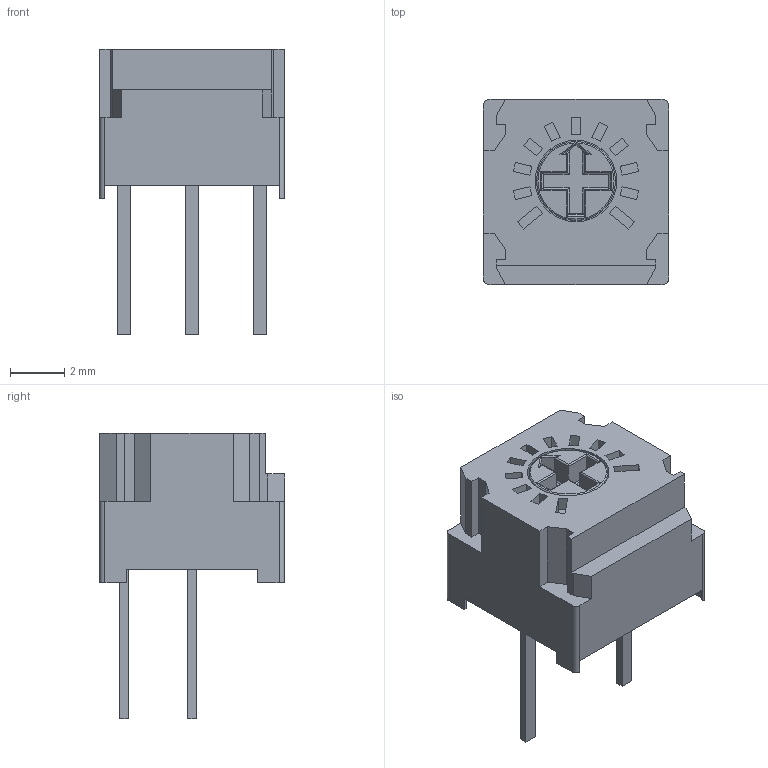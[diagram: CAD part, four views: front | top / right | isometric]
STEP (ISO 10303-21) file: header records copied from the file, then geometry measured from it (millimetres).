
FILE_DESCRIPTION (( 'STEP AP214' ), '1' );
FILE_NAME ('RES-ADJ-TH_GF063P1.step', '2022-07-28T08:43:55', ( '' ), ( '' ), 'SwSTEP 2.0', 'SolidWorks 2020', '' );
FILE_SCHEMA (( 'AUTOMOTIVE_DESIGN' ));
Length unit declared in the file: millimetre
Products named in the file (1): RES-ADJ-TH_GF063P1
Bounding box: 6.8 x 6.8 x 10.5 mm (x, y, z)
Volume: 211.2 mm3; surface area: 316.6 mm2
Topology: 1 solids, 1 shells, 408 faces, 1077 edges, 706 vertices
Faces by surface type: plane 266, bspline 98, cylinder 42, torus 2
Entity records: 17464 total; most frequent: CARTESIAN_POINT 3600, ORIENTED_EDGE 2154, DIRECTION 1496, EDGE_CURVE 1077, VECTOR 816, LINE 816, VERTEX_POINT 706, EDGE_LOOP 443
